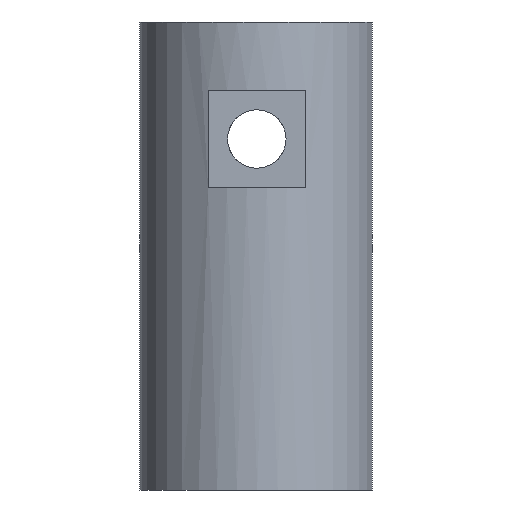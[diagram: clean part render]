
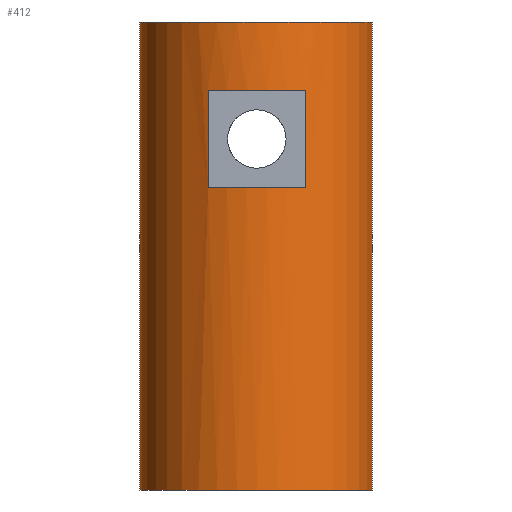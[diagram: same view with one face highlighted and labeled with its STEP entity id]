
A CAD part, left-side view. The second image highlights one B-rep face of the part: STEP entity #412.
In plain terms, the highlighted cylindrical face has radius 6 mm (diameter 12 mm), a partial arc.
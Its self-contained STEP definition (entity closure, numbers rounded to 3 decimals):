
#19=FACE_BOUND('',#83,.T.);
#20=FACE_BOUND('',#84,.T.);
#56=FACE_OUTER_BOUND('',#82,.T.);
#82=EDGE_LOOP('',(#363,#364,#365,#366));
#83=EDGE_LOOP('',(#367,#368,#369,#370));
#84=EDGE_LOOP('',(#371,#372,#373,#374));
#96=LINE('',#673,#134);
#101=LINE('',#684,#139);
#106=LINE('',#698,#144);
#111=LINE('',#709,#149);
#120=LINE('',#739,#158);
#127=LINE('',#757,#165);
#134=VECTOR('',#486,10.);
#139=VECTOR('',#497,10.);
#144=VECTOR('',#510,10.);
#149=VECTOR('',#521,10.);
#158=VECTOR('',#550,10.);
#165=VECTOR('',#569,10.);
#169=CIRCLE('',#434,6.);
#170=CIRCLE('',#437,6.);
#171=CIRCLE('',#441,6.);
#172=CIRCLE('',#444,6.);
#175=CIRCLE('',#451,6.);
#180=CIRCLE('',#462,6.);
#187=VERTEX_POINT('',#663);
#188=VERTEX_POINT('',#664);
#191=VERTEX_POINT('',#672);
#193=VERTEX_POINT('',#678);
#195=VERTEX_POINT('',#688);
#196=VERTEX_POINT('',#689);
#199=VERTEX_POINT('',#697);
#201=VERTEX_POINT('',#703);
#207=VERTEX_POINT('',#722);
#208=VERTEX_POINT('',#723);
#213=VERTEX_POINT('',#738);
#218=VERTEX_POINT('',#756);
#227=EDGE_CURVE('',#187,#188,#169,.T.);
#231=EDGE_CURVE('',#188,#191,#96,.T.);
#234=EDGE_CURVE('',#191,#193,#170,.T.);
#237=EDGE_CURVE('',#193,#187,#101,.T.);
#239=EDGE_CURVE('',#195,#196,#171,.T.);
#243=EDGE_CURVE('',#196,#199,#106,.T.);
#246=EDGE_CURVE('',#199,#201,#172,.T.);
#249=EDGE_CURVE('',#201,#195,#111,.T.);
#255=EDGE_CURVE('',#207,#208,#175,.T.);
#263=EDGE_CURVE('',#213,#208,#120,.T.);
#272=EDGE_CURVE('',#218,#207,#127,.T.);
#273=EDGE_CURVE('',#218,#213,#180,.T.);
#363=ORIENTED_EDGE('',*,*,#272,.F.);
#364=ORIENTED_EDGE('',*,*,#273,.T.);
#365=ORIENTED_EDGE('',*,*,#263,.T.);
#366=ORIENTED_EDGE('',*,*,#255,.F.);
#367=ORIENTED_EDGE('',*,*,#234,.T.);
#368=ORIENTED_EDGE('',*,*,#237,.T.);
#369=ORIENTED_EDGE('',*,*,#227,.T.);
#370=ORIENTED_EDGE('',*,*,#231,.T.);
#371=ORIENTED_EDGE('',*,*,#246,.T.);
#372=ORIENTED_EDGE('',*,*,#249,.T.);
#373=ORIENTED_EDGE('',*,*,#239,.T.);
#374=ORIENTED_EDGE('',*,*,#243,.T.);
#392=CYLINDRICAL_SURFACE('',#461,6.);
#412=ADVANCED_FACE('',(#56,#19,#20),#392,.T.);
#434=AXIS2_PLACEMENT_3D('',#665,#479,#480);
#437=AXIS2_PLACEMENT_3D('',#679,#491,#492);
#441=AXIS2_PLACEMENT_3D('',#690,#503,#504);
#444=AXIS2_PLACEMENT_3D('',#704,#515,#516);
#451=AXIS2_PLACEMENT_3D('',#724,#535,#536);
#461=AXIS2_PLACEMENT_3D('',#755,#567,#568);
#462=AXIS2_PLACEMENT_3D('',#758,#570,#571);
#479=DIRECTION('center_axis',(0.,0.,1.));
#480=DIRECTION('ref_axis',(1.,0.,0.));
#486=DIRECTION('',(0.,0.,-1.));
#491=DIRECTION('center_axis',(0.,0.,-1.));
#492=DIRECTION('ref_axis',(1.,0.,0.));
#497=DIRECTION('',(0.,0.,1.));
#503=DIRECTION('center_axis',(0.,0.,1.));
#504=DIRECTION('ref_axis',(1.,0.,0.));
#510=DIRECTION('',(0.,0.,-1.));
#515=DIRECTION('center_axis',(0.,0.,-1.));
#516=DIRECTION('ref_axis',(1.,0.,0.));
#521=DIRECTION('',(0.,0.,1.));
#535=DIRECTION('center_axis',(0.,0.,1.));
#536=DIRECTION('ref_axis',(1.,0.,0.));
#550=DIRECTION('',(0.,0.,1.));
#567=DIRECTION('center_axis',(0.,0.,1.));
#568=DIRECTION('ref_axis',(0.,1.,0.));
#569=DIRECTION('',(0.,0.,1.));
#570=DIRECTION('center_axis',(0.,0.,1.));
#571=DIRECTION('ref_axis',(1.,0.,0.));
#663=CARTESIAN_POINT('',(-5.454,2.5,20.5));
#664=CARTESIAN_POINT('',(-5.454,-2.5,20.5));
#665=CARTESIAN_POINT('Origin',(0.,0.,20.5));
#672=CARTESIAN_POINT('',(-5.454,-2.5,15.5));
#673=CARTESIAN_POINT('',(-5.454,-2.5,0.));
#678=CARTESIAN_POINT('',(-5.454,2.5,15.5));
#679=CARTESIAN_POINT('Origin',(0.,0.,15.5));
#684=CARTESIAN_POINT('',(-5.454,2.5,0.));
#688=CARTESIAN_POINT('',(5.454,-2.5,20.5));
#689=CARTESIAN_POINT('',(5.454,2.5,20.5));
#690=CARTESIAN_POINT('Origin',(0.,0.,20.5));
#697=CARTESIAN_POINT('',(5.454,2.5,15.5));
#698=CARTESIAN_POINT('',(5.454,2.5,0.));
#703=CARTESIAN_POINT('',(5.454,-2.5,15.5));
#704=CARTESIAN_POINT('Origin',(0.,0.,15.5));
#709=CARTESIAN_POINT('',(5.454,-2.5,0.));
#722=CARTESIAN_POINT('',(1.,-5.916,24.));
#723=CARTESIAN_POINT('',(-1.,-5.916,24.));
#724=CARTESIAN_POINT('Origin',(0.,0.,24.));
#738=CARTESIAN_POINT('',(-1.,-5.916,0.));
#739=CARTESIAN_POINT('',(-1.,-5.916,0.));
#755=CARTESIAN_POINT('Origin',(0.,0.,0.));
#756=CARTESIAN_POINT('',(1.,-5.916,0.));
#757=CARTESIAN_POINT('',(1.,-5.916,0.));
#758=CARTESIAN_POINT('Origin',(0.,0.,0.));
